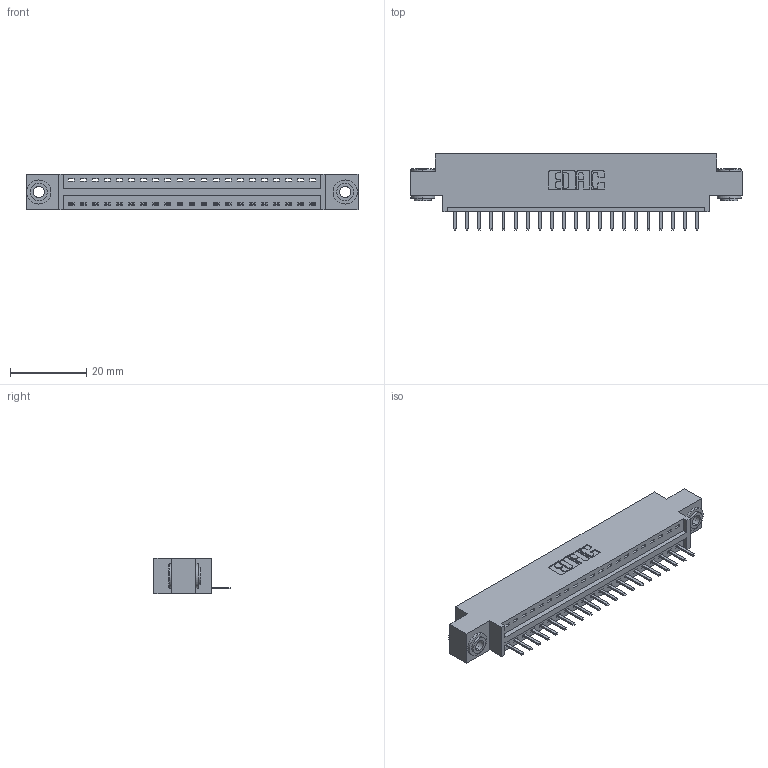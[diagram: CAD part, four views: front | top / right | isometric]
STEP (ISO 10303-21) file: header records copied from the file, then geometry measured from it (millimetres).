
FILE_DESCRIPTION (( 'STEP AP203' ), '1' );
FILE_NAME ('396-021-520-603.STEP', '2018-09-01T07:18:51', ( '' ), ( '' ), 'SwSTEP 2.0', 'SolidWorks 2016', '' );
FILE_SCHEMA (( 'CONFIG_CONTROL_DESIGN' ));
Length unit declared in the file: inch
Products named in the file (4): 345-250-002_345-250-002-102; 396-021-520-603; 346 Part_0.170 Offset - 0.156 Dia-TH; 345-292-001_345-293-120
Assembly tree (24 placements, depth 2):
  396-021-520-603
    346 Part_0.170 Offset - 0.156 Dia-TH
    345-292-001_345-293-120  x21
    345-250-002_345-250-002-102  x2
Bounding box: 87.25 x 20.02 x 9.4 mm (x, y, z)
Volume: 8011.3 mm3; surface area: 9964.4 mm2
Topology: 24 solids, 24 shells, 1466 faces, 4281 edges, 2794 vertices
Faces by surface type: plane 972, cylinder 486, cone 8
Entity records: 16756 total; most frequent: CARTESIAN_POINT 2870, ORIENTED_EDGE 2806, DIRECTION 2575, EDGE_CURVE 1403, VECTOR 1159, LINE 1159, VERTEX_POINT 930, AXIS2_PLACEMENT_3D 708
